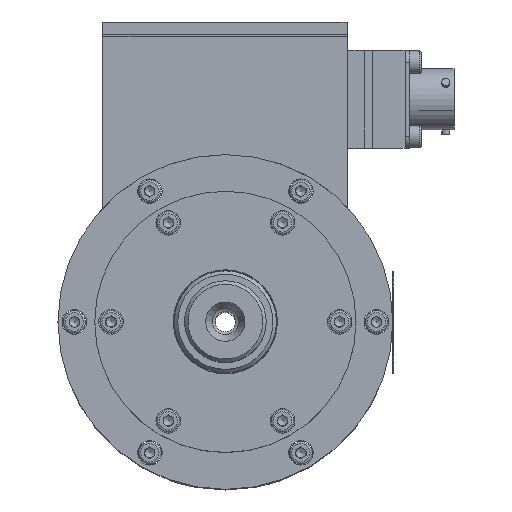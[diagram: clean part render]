
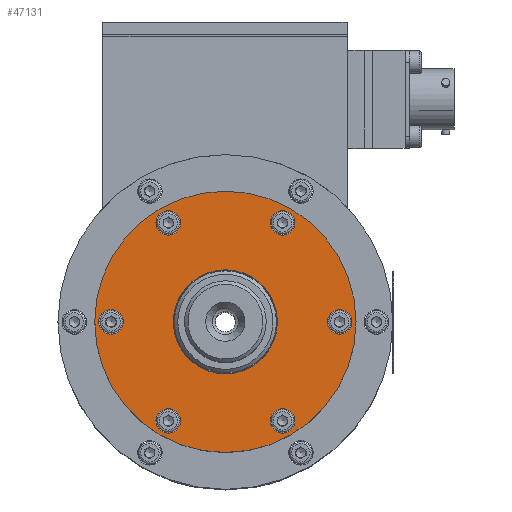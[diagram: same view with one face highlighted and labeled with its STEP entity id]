
A CAD part, top view. The second image highlights one B-rep face of the part: STEP entity #47131.
In plain terms, the highlighted planar face has unit normal (0, 0, 1).
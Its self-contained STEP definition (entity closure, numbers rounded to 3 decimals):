
#1350 = DIRECTION ( 'NONE',  ( 0., 0., 1. ) ) ;
#1547 = EDGE_CURVE ( 'NONE', #26063, #26063, #39084, .T. ) ;
#1909 = DIRECTION ( 'NONE',  ( 0., 1., 0. ) ) ;
#1959 = DIRECTION ( 'NONE',  ( 0., 0., 1. ) ) ;
#2103 = CARTESIAN_POINT ( 'NONE',  ( 14., 24.249, 28.8 ) ) ;
#3587 = CARTESIAN_POINT ( 'NONE',  ( -12.75, 0., 28.8 ) ) ;
#3610 = EDGE_LOOP ( 'NONE', ( #22507 ) ) ;
#3781 = AXIS2_PLACEMENT_3D ( 'NONE', #49297, #49225, #49155 ) ;
#4115 = DIRECTION ( 'NONE',  ( 0., 1., 0. ) ) ;
#4127 = DIRECTION ( 'NONE',  ( 0., 0., 1. ) ) ;
#4163 = CARTESIAN_POINT ( 'NONE',  ( -28., 0., 28.8 ) ) ;
#6726 = EDGE_LOOP ( 'NONE', ( #27729 ) ) ;
#7491 = EDGE_LOOP ( 'NONE', ( #37753 ) ) ;
#9191 = CARTESIAN_POINT ( 'NONE',  ( 28., 3., 28.8 ) ) ;
#12546 = EDGE_CURVE ( 'NONE', #33064, #33064, #42193, .T. ) ;
#13232 = EDGE_LOOP ( 'NONE', ( #50602 ) ) ;
#13294 = DIRECTION ( 'NONE',  ( 0., 0., 1. ) ) ;
#13691 = EDGE_LOOP ( 'NONE', ( #45421 ) ) ;
#14032 = EDGE_CURVE ( 'NONE', #34512, #34512, #28136, .T. ) ;
#15714 = EDGE_LOOP ( 'NONE', ( #19860 ) ) ;
#16680 = CARTESIAN_POINT ( 'NONE',  ( 0., -12.75, 28.8 ) ) ;
#16849 = PLANE ( 'NONE',  #21921 ) ;
#17259 = EDGE_LOOP ( 'NONE', ( #22853 ) ) ;
#18189 = CARTESIAN_POINT ( 'NONE',  ( -28., 3., 28.8 ) ) ;
#19043 = DIRECTION ( 'NONE',  ( 0., 0., -1. ) ) ;
#19484 = DIRECTION ( 'NONE',  ( 0., 1., 0. ) ) ;
#19552 = DIRECTION ( 'NONE',  ( 0., 0., 1. ) ) ;
#19563 = CARTESIAN_POINT ( 'NONE',  ( -14., -24.249, 28.8 ) ) ;
#19860 = ORIENTED_EDGE ( 'NONE', *, *, #53536, .F. ) ;
#20654 = CIRCLE ( 'NONE', #3781, 3. ) ;
#20807 = EDGE_CURVE ( 'NONE', #40785, #40785, #20654, .T. ) ;
#21267 = DIRECTION ( 'NONE',  ( 0., -1., 0. ) ) ;
#21921 = AXIS2_PLACEMENT_3D ( 'NONE', #3587, #47844, #21267 ) ;
#22507 = ORIENTED_EDGE ( 'NONE', *, *, #14032, .T. ) ;
#22853 = ORIENTED_EDGE ( 'NONE', *, *, #1547, .F. ) ;
#23588 = AXIS2_PLACEMENT_3D ( 'NONE', #31103, #31024, #30949 ) ;
#23843 = EDGE_CURVE ( 'NONE', #43320, #43320, #46808, .T. ) ;
#23860 = AXIS2_PLACEMENT_3D ( 'NONE', #27721, #1350, #32184 ) ;
#25270 = AXIS2_PLACEMENT_3D ( 'NONE', #45606, #19043, #50087 ) ;
#26063 = VERTEX_POINT ( 'NONE', #37998 ) ;
#27229 = FACE_OUTER_BOUND ( 'NONE', #49387, .T. ) ;
#27721 = CARTESIAN_POINT ( 'NONE',  ( -14., 24.249, 28.8 ) ) ;
#27729 = ORIENTED_EDGE ( 'NONE', *, *, #23843, .F. ) ;
#28136 = CIRCLE ( 'NONE', #23588, 12.75 ) ;
#28230 = EDGE_CURVE ( 'NONE', #46274, #46274, #45114, .T. ) ;
#29809 = CARTESIAN_POINT ( 'NONE',  ( 14., 27.249, 28.8 ) ) ;
#30949 = DIRECTION ( 'NONE',  ( 0., -1., 0. ) ) ;
#31024 = DIRECTION ( 'NONE',  ( 0., 0., -1. ) ) ;
#31103 = CARTESIAN_POINT ( 'NONE',  ( 0., 0., 28.8 ) ) ;
#31334 = FACE_BOUND ( 'NONE', #13232, .T. ) ;
#32008 = ORIENTED_EDGE ( 'NONE', *, *, #28230, .F. ) ;
#32184 = DIRECTION ( 'NONE',  ( 0., 1., 0. ) ) ;
#33064 = VERTEX_POINT ( 'NONE', #29809 ) ;
#33442 = CARTESIAN_POINT ( 'NONE',  ( -14., 27.249, 28.8 ) ) ;
#33981 = FACE_BOUND ( 'NONE', #13691, .T. ) ;
#34512 = VERTEX_POINT ( 'NONE', #16680 ) ;
#35651 = AXIS2_PLACEMENT_3D ( 'NONE', #19563, #19552, #19484 ) ;
#36357 = FACE_BOUND ( 'NONE', #17259, .T. ) ;
#37340 = EDGE_CURVE ( 'NONE', #56619, #56619, #43446, .T. ) ;
#37753 = ORIENTED_EDGE ( 'NONE', *, *, #37340, .F. ) ;
#37878 = AXIS2_PLACEMENT_3D ( 'NONE', #4163, #4127, #4115 ) ;
#37998 = CARTESIAN_POINT ( 'NONE',  ( -14., -21.249, 28.8 ) ) ;
#38087 = FACE_BOUND ( 'NONE', #7491, .T. ) ;
#38806 = AXIS2_PLACEMENT_3D ( 'NONE', #2103, #1959, #1909 ) ;
#39084 = CIRCLE ( 'NONE', #35651, 3. ) ;
#39777 = CARTESIAN_POINT ( 'NONE',  ( 14., -24.249, 28.8 ) ) ;
#40785 = VERTEX_POINT ( 'NONE', #9191 ) ;
#41455 = AXIS2_PLACEMENT_3D ( 'NONE', #39777, #13294, #44231 ) ;
#42193 = CIRCLE ( 'NONE', #38806, 3. ) ;
#43320 = VERTEX_POINT ( 'NONE', #18189 ) ;
#43446 = CIRCLE ( 'NONE', #41455, 3. ) ;
#43684 = FACE_BOUND ( 'NONE', #15714, .T. ) ;
#44231 = DIRECTION ( 'NONE',  ( 0., 1., 0. ) ) ;
#45114 = CIRCLE ( 'NONE', #25270, 32. ) ;
#45421 = ORIENTED_EDGE ( 'NONE', *, *, #12546, .F. ) ;
#45606 = CARTESIAN_POINT ( 'NONE',  ( 0., 0., 28.8 ) ) ;
#46274 = VERTEX_POINT ( 'NONE', #53911 ) ;
#46808 = CIRCLE ( 'NONE', #37878, 3. ) ;
#47131 = ADVANCED_FACE ( 'NONE', ( #43684, #33981, #31334, #38087, #36357, #57277, #27229, #48717 ), #16849, .F. ) ;
#47844 = DIRECTION ( 'NONE',  ( 0., 0., -1. ) ) ;
#48717 = FACE_BOUND ( 'NONE', #3610, .T. ) ;
#48978 = VERTEX_POINT ( 'NONE', #33442 ) ;
#49155 = DIRECTION ( 'NONE',  ( 0., 1., 0. ) ) ;
#49225 = DIRECTION ( 'NONE',  ( 0., 0., 1. ) ) ;
#49297 = CARTESIAN_POINT ( 'NONE',  ( 28., 0., 28.8 ) ) ;
#49387 = EDGE_LOOP ( 'NONE', ( #32008 ) ) ;
#49878 = CIRCLE ( 'NONE', #23860, 3. ) ;
#50087 = DIRECTION ( 'NONE',  ( 0., -1., 0. ) ) ;
#50602 = ORIENTED_EDGE ( 'NONE', *, *, #20807, .F. ) ;
#53536 = EDGE_CURVE ( 'NONE', #48978, #48978, #49878, .T. ) ;
#53911 = CARTESIAN_POINT ( 'NONE',  ( 0., -32., 28.8 ) ) ;
#54671 = CARTESIAN_POINT ( 'NONE',  ( 14., -21.249, 28.8 ) ) ;
#56619 = VERTEX_POINT ( 'NONE', #54671 ) ;
#57277 = FACE_BOUND ( 'NONE', #6726, .T. ) ;
